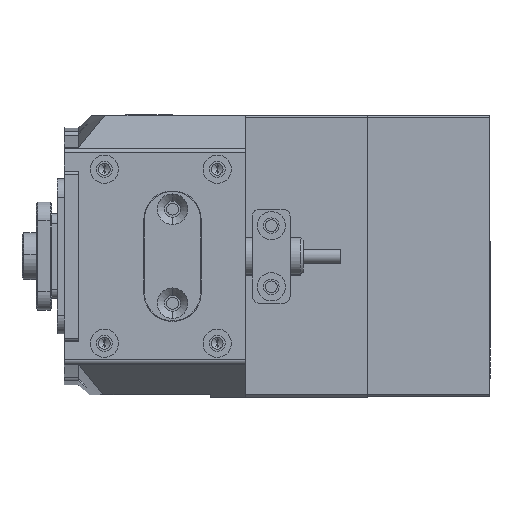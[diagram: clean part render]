
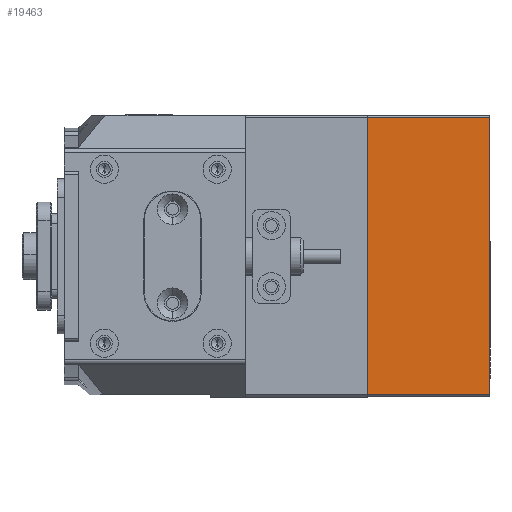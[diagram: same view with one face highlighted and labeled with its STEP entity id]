
A CAD part, left-side view. The second image highlights one B-rep face of the part: STEP entity #19463.
In plain terms, the highlighted planar face has unit normal (-1, 0, 0).
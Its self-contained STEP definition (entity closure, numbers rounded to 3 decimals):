
#777 = DIRECTION ( 'NONE',  ( 0., 0., 1. ) ) ;
#3702 = PLANE ( 'NONE',  #38330 ) ;
#3704 = CARTESIAN_POINT ( 'NONE',  ( -51., 29.4, 0. ) ) ;
#5094 = CARTESIAN_POINT ( 'NONE',  ( -51., -29.4, -26. ) ) ;
#8155 = VERTEX_POINT ( 'NONE', #11760 ) ;
#8741 = LINE ( 'NONE', #26652, #17501 ) ;
#11760 = CARTESIAN_POINT ( 'NONE',  ( -51., 29.4, -26. ) ) ;
#14083 = VERTEX_POINT ( 'NONE', #3704 ) ;
#15131 = DIRECTION ( 'NONE',  ( 0., 1., 0. ) ) ;
#16923 = DIRECTION ( 'NONE',  ( 0., 0., -1. ) ) ;
#17025 = FACE_OUTER_BOUND ( 'NONE', #48107, .T. ) ;
#17501 = VECTOR ( 'NONE', #37836, 1000. ) ;
#18430 = ORIENTED_EDGE ( 'NONE', *, *, #26588, .T. ) ;
#19463 = ADVANCED_FACE ( 'NONE', ( #17025 ), #3702, .F. ) ;
#22555 = DIRECTION ( 'NONE',  ( 1., 0., 0. ) ) ;
#24047 = VERTEX_POINT ( 'NONE', #5094 ) ;
#24980 = VERTEX_POINT ( 'NONE', #41329 ) ;
#25732 = VECTOR ( 'NONE', #777, 1000. ) ;
#26588 = EDGE_CURVE ( 'NONE', #24047, #24980, #37305, .T. ) ;
#26652 = CARTESIAN_POINT ( 'NONE',  ( -51., 29.9, 0. ) ) ;
#27289 = EDGE_CURVE ( 'NONE', #24980, #14083, #8741, .T. ) ;
#27899 = DIRECTION ( 'NONE',  ( 0., 1., 0. ) ) ;
#29795 = CARTESIAN_POINT ( 'NONE',  ( -51., 29.9, -26. ) ) ;
#32943 = VECTOR ( 'NONE', #27899, 1000. ) ;
#34829 = ORIENTED_EDGE ( 'NONE', *, *, #44850, .F. ) ;
#36394 = EDGE_CURVE ( 'NONE', #14083, #8155, #39814, .T. ) ;
#36691 = ORIENTED_EDGE ( 'NONE', *, *, #27289, .T. ) ;
#37305 = LINE ( 'NONE', #41006, #25732 ) ;
#37836 = DIRECTION ( 'NONE',  ( 0., 1., 0. ) ) ;
#38330 = AXIS2_PLACEMENT_3D ( 'NONE', #29795, #22555, #15131 ) ;
#39814 = LINE ( 'NONE', #42176, #42705 ) ;
#40354 = ORIENTED_EDGE ( 'NONE', *, *, #36394, .T. ) ;
#41006 = CARTESIAN_POINT ( 'NONE',  ( -51., -29.4, -26. ) ) ;
#41329 = CARTESIAN_POINT ( 'NONE',  ( -51., -29.4, 0. ) ) ;
#42176 = CARTESIAN_POINT ( 'NONE',  ( -51., 29.4, -26. ) ) ;
#42266 = LINE ( 'NONE', #42686, #32943 ) ;
#42686 = CARTESIAN_POINT ( 'NONE',  ( -51., 29.9, -26. ) ) ;
#42705 = VECTOR ( 'NONE', #16923, 1000. ) ;
#44850 = EDGE_CURVE ( 'NONE', #24047, #8155, #42266, .T. ) ;
#48107 = EDGE_LOOP ( 'NONE', ( #36691, #40354, #34829, #18430 ) ) ;
